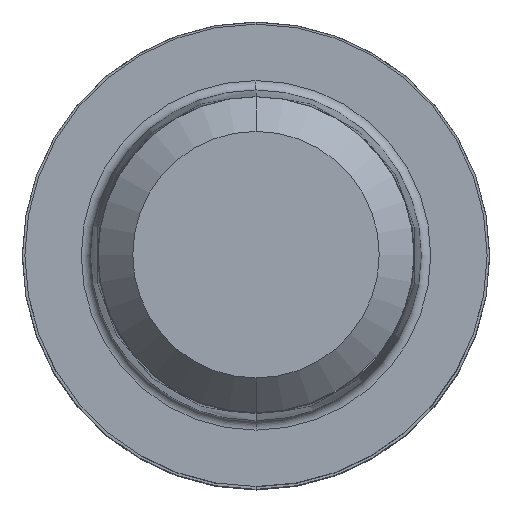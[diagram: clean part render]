
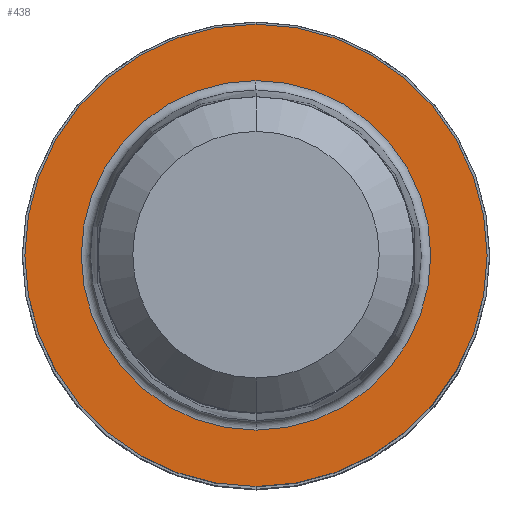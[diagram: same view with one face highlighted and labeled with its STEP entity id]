
A CAD part, top view. The second image highlights one B-rep face of the part: STEP entity #438.
In plain terms, the highlighted planar face has unit normal (0, 0, 1).
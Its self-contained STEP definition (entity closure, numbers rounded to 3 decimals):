
#180=VERTEX_POINT('',#486);
#212=EDGE_CURVE('',#404,#400,#522,.T.);
#224=EDGE_CURVE('',#456,#180,#534,.T.);
#246=EDGE_CURVE('',#400,#404,#560,.T.);
#380=EDGE_CURVE('',#180,#456,#714,.T.);
#400=VERTEX_POINT('',#736);
#404=VERTEX_POINT('',#740);
#438=ADVANCED_FACE('',(#776,#777),#778,.T.);
#456=VERTEX_POINT('',#801);
#486=CARTESIAN_POINT('',(0.0,7.85,0.01));
#522=CIRCLE('',#870,5.935);
#534=CIRCLE('',#887,7.85);
#560=CIRCLE('',#918,5.935);
#714=CIRCLE('',#1115,7.85);
#736=CARTESIAN_POINT('',(0.0,5.935,0.01));
#740=CARTESIAN_POINT('',(0.,-5.935,0.01));
#776=FACE_OUTER_BOUND('',#1194,.T.);
#777=FACE_BOUND('',#1195,.T.);
#778=PLANE('',#1196);
#801=CARTESIAN_POINT('',(0.,-7.85,0.01));
#870=AXIS2_PLACEMENT_3D('',#1287,#1288,#1289);
#887=AXIS2_PLACEMENT_3D('',#1296,#1297,#1298);
#918=AXIS2_PLACEMENT_3D('',#1335,#1336,#1337);
#1115=AXIS2_PLACEMENT_3D('',#1541,#1542,#1543);
#1194=EDGE_LOOP('',(#1611,#1612));
#1195=EDGE_LOOP('',(#1613,#1614));
#1196=AXIS2_PLACEMENT_3D('',#1615,#1616,#1617);
#1287=CARTESIAN_POINT('',(0.0,0.0,0.01));
#1288=DIRECTION('',(0.0,0.0,-1.0));
#1289=DIRECTION('',(0.0,1.0,0.0));
#1296=CARTESIAN_POINT('',(0.0,0.0,0.01));
#1297=DIRECTION('',(0.0,0.0,-1.0));
#1298=DIRECTION('',(0.0,1.0,0.0));
#1335=CARTESIAN_POINT('',(0.0,0.0,0.01));
#1336=DIRECTION('',(0.0,0.0,-1.0));
#1337=DIRECTION('',(0.0,1.0,0.0));
#1541=CARTESIAN_POINT('',(0.0,0.0,0.01));
#1542=DIRECTION('',(0.0,0.0,-1.0));
#1543=DIRECTION('',(0.0,1.0,0.0));
#1611=ORIENTED_EDGE('',*,*,#380,.F.);
#1612=ORIENTED_EDGE('',*,*,#224,.F.);
#1613=ORIENTED_EDGE('',*,*,#246,.T.);
#1614=ORIENTED_EDGE('',*,*,#212,.T.);
#1615=CARTESIAN_POINT('',(0.0,3.925,0.01));
#1616=DIRECTION('',(-0.0,0.0,1.0));
#1617=DIRECTION('',(0.0,-1.0,0.0));
